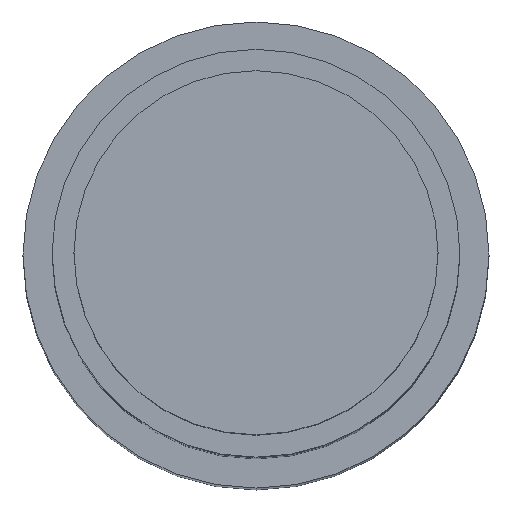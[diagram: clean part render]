
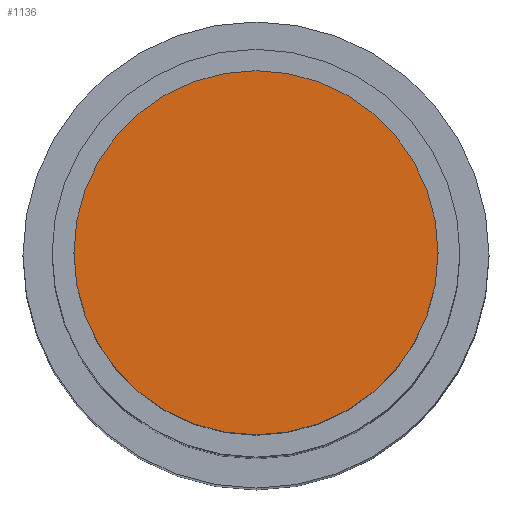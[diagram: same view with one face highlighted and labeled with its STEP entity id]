
A CAD part, top view. The second image highlights one B-rep face of the part: STEP entity #1136.
In plain terms, the highlighted planar face has unit normal (0, 0, 1).
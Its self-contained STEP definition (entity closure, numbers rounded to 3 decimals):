
#13 = DIRECTION ( 'NONE',  ( 0., 0., 1. ) ) ;
#91 = EDGE_CURVE ( 'NONE', #1026, #894, #1462, .T. ) ;
#92 = AXIS2_PLACEMENT_3D ( 'NONE', #1636, #1377, #298 ) ;
#122 = AXIS2_PLACEMENT_3D ( 'NONE', #1096, #13, #1231 ) ;
#242 = FACE_OUTER_BOUND ( 'NONE', #1170, .T. ) ;
#258 = CIRCLE ( 'NONE', #92, 12.5 ) ;
#298 = DIRECTION ( 'NONE',  ( 1., 0., 0. ) ) ;
#612 = CARTESIAN_POINT ( 'NONE',  ( -12.5, 0., 20. ) ) ;
#638 = PLANE ( 'NONE',  #692 ) ;
#644 = ORIENTED_EDGE ( 'NONE', *, *, #91, .T. ) ;
#692 = AXIS2_PLACEMENT_3D ( 'NONE', #1196, #1360, #1229 ) ;
#894 = VERTEX_POINT ( 'NONE', #1676 ) ;
#993 = ORIENTED_EDGE ( 'NONE', *, *, #1298, .T. ) ;
#1026 = VERTEX_POINT ( 'NONE', #612 ) ;
#1096 = CARTESIAN_POINT ( 'NONE',  ( 0., 0., 20. ) ) ;
#1136 = ADVANCED_FACE ( 'NONE', ( #242 ), #638, .T. ) ;
#1170 = EDGE_LOOP ( 'NONE', ( #644, #993 ) ) ;
#1196 = CARTESIAN_POINT ( 'NONE',  ( 0., 0., 20. ) ) ;
#1229 = DIRECTION ( 'NONE',  ( 1., 0., 0. ) ) ;
#1231 = DIRECTION ( 'NONE',  ( 1., 0., 0. ) ) ;
#1298 = EDGE_CURVE ( 'NONE', #894, #1026, #258, .T. ) ;
#1360 = DIRECTION ( 'NONE',  ( 0., 0., 1. ) ) ;
#1377 = DIRECTION ( 'NONE',  ( 0., 0., 1. ) ) ;
#1462 = CIRCLE ( 'NONE', #122, 12.5 ) ;
#1636 = CARTESIAN_POINT ( 'NONE',  ( 0., 0., 20. ) ) ;
#1676 = CARTESIAN_POINT ( 'NONE',  ( 12.5, 0., 20. ) ) ;
